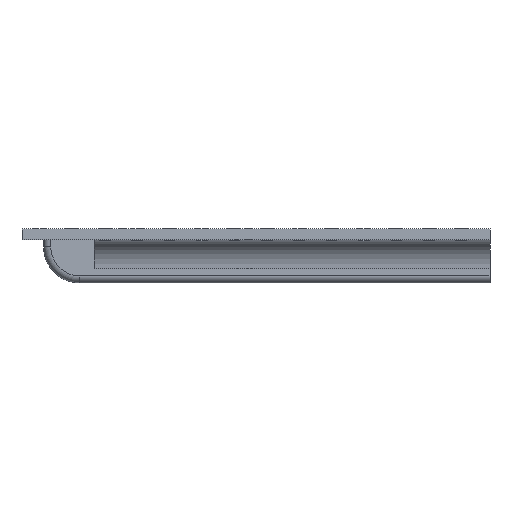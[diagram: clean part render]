
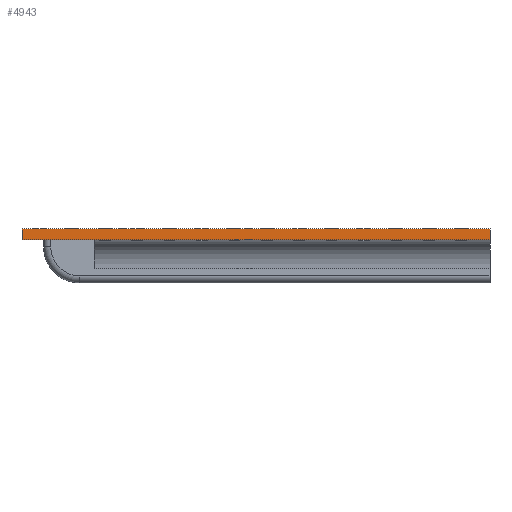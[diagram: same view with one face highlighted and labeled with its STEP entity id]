
A CAD part, left-side view. The second image highlights one B-rep face of the part: STEP entity #4943.
In plain terms, the highlighted planar face has unit normal (-1, 0, 0).
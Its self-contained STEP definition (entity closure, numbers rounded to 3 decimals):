
#32 = PLANE('',#33);
#33 = AXIS2_PLACEMENT_3D('',#34,#35,#36);
#34 = CARTESIAN_POINT('',(33.5,65.,0.));
#35 = DIRECTION('',(0.,0.,1.));
#36 = DIRECTION('',(1.,0.,0.));
#1181 = PLANE('',#1182);
#1182 = AXIS2_PLACEMENT_3D('',#1183,#1184,#1185);
#1183 = CARTESIAN_POINT('',(33.5,0.,-2.744));
#1184 = DIRECTION('',(-0.,-1.,-0.));
#1185 = DIRECTION('',(0.,0.,-1.));
#1222 = VERTEX_POINT('',#1223);
#1223 = CARTESIAN_POINT('',(0.,130.,0.));
#1237 = PLANE('',#1238);
#1238 = AXIS2_PLACEMENT_3D('',#1239,#1240,#1241);
#1239 = CARTESIAN_POINT('',(67.,130.,0.));
#1240 = DIRECTION('',(0.,-1.,0.));
#1241 = DIRECTION('',(-1.,0.,0.));
#1249 = EDGE_CURVE('',#1222,#1250,#1252,.T.);
#1250 = VERTEX_POINT('',#1251);
#1251 = CARTESIAN_POINT('',(0.,0.,0.));
#1252 = SURFACE_CURVE('',#1253,(#1257,#1264),.PCURVE_S1.);
#1253 = LINE('',#1254,#1255);
#1254 = CARTESIAN_POINT('',(0.,130.,0.));
#1255 = VECTOR('',#1256,1.);
#1256 = DIRECTION('',(0.,-1.,0.));
#1257 = PCURVE('',#32,#1258);
#1258 = DEFINITIONAL_REPRESENTATION('',(#1259),#1263);
#1259 = LINE('',#1260,#1261);
#1260 = CARTESIAN_POINT('',(-33.5,65.));
#1261 = VECTOR('',#1262,1.);
#1262 = DIRECTION('',(0.,-1.));
#1263 = ( GEOMETRIC_REPRESENTATION_CONTEXT(2) 
PARAMETRIC_REPRESENTATION_CONTEXT() REPRESENTATION_CONTEXT('2D SPACE',''
  ) );
#1264 = PCURVE('',#1265,#1270);
#1265 = PLANE('',#1266);
#1266 = AXIS2_PLACEMENT_3D('',#1267,#1268,#1269);
#1267 = CARTESIAN_POINT('',(0.,130.,0.));
#1268 = DIRECTION('',(1.,0.,0.));
#1269 = DIRECTION('',(0.,-1.,0.));
#1270 = DEFINITIONAL_REPRESENTATION('',(#1271),#1275);
#1271 = LINE('',#1272,#1273);
#1272 = CARTESIAN_POINT('',(0.,0.));
#1273 = VECTOR('',#1274,1.);
#1274 = DIRECTION('',(1.,0.));
#1275 = ( GEOMETRIC_REPRESENTATION_CONTEXT(2) 
PARAMETRIC_REPRESENTATION_CONTEXT() REPRESENTATION_CONTEXT('2D SPACE',''
  ) );
#4024 = PLANE('',#4025);
#4025 = AXIS2_PLACEMENT_3D('',#4026,#4027,#4028);
#4026 = CARTESIAN_POINT('',(33.5,65.,3.));
#4027 = DIRECTION('',(0.,0.,1.));
#4028 = DIRECTION('',(1.,0.,0.));
#4876 = VERTEX_POINT('',#4877);
#4877 = CARTESIAN_POINT('',(0.,0.,3.));
#4898 = EDGE_CURVE('',#1250,#4876,#4899,.T.);
#4899 = SURFACE_CURVE('',#4900,(#4904,#4911),.PCURVE_S1.);
#4900 = LINE('',#4901,#4902);
#4901 = CARTESIAN_POINT('',(0.,0.,0.));
#4902 = VECTOR('',#4903,1.);
#4903 = DIRECTION('',(0.,0.,1.));
#4904 = PCURVE('',#1181,#4905);
#4905 = DEFINITIONAL_REPRESENTATION('',(#4906),#4910);
#4906 = LINE('',#4907,#4908);
#4907 = CARTESIAN_POINT('',(-2.744,-33.5));
#4908 = VECTOR('',#4909,1.);
#4909 = DIRECTION('',(-1.,0.));
#4910 = ( GEOMETRIC_REPRESENTATION_CONTEXT(2) 
PARAMETRIC_REPRESENTATION_CONTEXT() REPRESENTATION_CONTEXT('2D SPACE',''
  ) );
#4911 = PCURVE('',#1265,#4912);
#4912 = DEFINITIONAL_REPRESENTATION('',(#4913),#4917);
#4913 = LINE('',#4914,#4915);
#4914 = CARTESIAN_POINT('',(130.,0.));
#4915 = VECTOR('',#4916,1.);
#4916 = DIRECTION('',(0.,-1.));
#4917 = ( GEOMETRIC_REPRESENTATION_CONTEXT(2) 
PARAMETRIC_REPRESENTATION_CONTEXT() REPRESENTATION_CONTEXT('2D SPACE',''
  ) );
#4943 = ADVANCED_FACE('',(#4944),#1265,.F.);
#4944 = FACE_BOUND('',#4945,.F.);
#4945 = EDGE_LOOP('',(#4946,#4969,#4990,#4991));
#4946 = ORIENTED_EDGE('',*,*,#4947,.T.);
#4947 = EDGE_CURVE('',#1222,#4948,#4950,.T.);
#4948 = VERTEX_POINT('',#4949);
#4949 = CARTESIAN_POINT('',(0.,130.,3.));
#4950 = SURFACE_CURVE('',#4951,(#4955,#4962),.PCURVE_S1.);
#4951 = LINE('',#4952,#4953);
#4952 = CARTESIAN_POINT('',(0.,130.,0.));
#4953 = VECTOR('',#4954,1.);
#4954 = DIRECTION('',(0.,0.,1.));
#4955 = PCURVE('',#1265,#4956);
#4956 = DEFINITIONAL_REPRESENTATION('',(#4957),#4961);
#4957 = LINE('',#4958,#4959);
#4958 = CARTESIAN_POINT('',(0.,0.));
#4959 = VECTOR('',#4960,1.);
#4960 = DIRECTION('',(0.,-1.));
#4961 = ( GEOMETRIC_REPRESENTATION_CONTEXT(2) 
PARAMETRIC_REPRESENTATION_CONTEXT() REPRESENTATION_CONTEXT('2D SPACE',''
  ) );
#4962 = PCURVE('',#1237,#4963);
#4963 = DEFINITIONAL_REPRESENTATION('',(#4964),#4968);
#4964 = LINE('',#4965,#4966);
#4965 = CARTESIAN_POINT('',(67.,0.));
#4966 = VECTOR('',#4967,1.);
#4967 = DIRECTION('',(0.,-1.));
#4968 = ( GEOMETRIC_REPRESENTATION_CONTEXT(2) 
PARAMETRIC_REPRESENTATION_CONTEXT() REPRESENTATION_CONTEXT('2D SPACE',''
  ) );
#4969 = ORIENTED_EDGE('',*,*,#4970,.T.);
#4970 = EDGE_CURVE('',#4948,#4876,#4971,.T.);
#4971 = SURFACE_CURVE('',#4972,(#4976,#4983),.PCURVE_S1.);
#4972 = LINE('',#4973,#4974);
#4973 = CARTESIAN_POINT('',(0.,130.,3.));
#4974 = VECTOR('',#4975,1.);
#4975 = DIRECTION('',(0.,-1.,0.));
#4976 = PCURVE('',#1265,#4977);
#4977 = DEFINITIONAL_REPRESENTATION('',(#4978),#4982);
#4978 = LINE('',#4979,#4980);
#4979 = CARTESIAN_POINT('',(0.,-3.));
#4980 = VECTOR('',#4981,1.);
#4981 = DIRECTION('',(1.,0.));
#4982 = ( GEOMETRIC_REPRESENTATION_CONTEXT(2) 
PARAMETRIC_REPRESENTATION_CONTEXT() REPRESENTATION_CONTEXT('2D SPACE',''
  ) );
#4983 = PCURVE('',#4024,#4984);
#4984 = DEFINITIONAL_REPRESENTATION('',(#4985),#4989);
#4985 = LINE('',#4986,#4987);
#4986 = CARTESIAN_POINT('',(-33.5,65.));
#4987 = VECTOR('',#4988,1.);
#4988 = DIRECTION('',(0.,-1.));
#4989 = ( GEOMETRIC_REPRESENTATION_CONTEXT(2) 
PARAMETRIC_REPRESENTATION_CONTEXT() REPRESENTATION_CONTEXT('2D SPACE',''
  ) );
#4990 = ORIENTED_EDGE('',*,*,#4898,.F.);
#4991 = ORIENTED_EDGE('',*,*,#1249,.F.);
